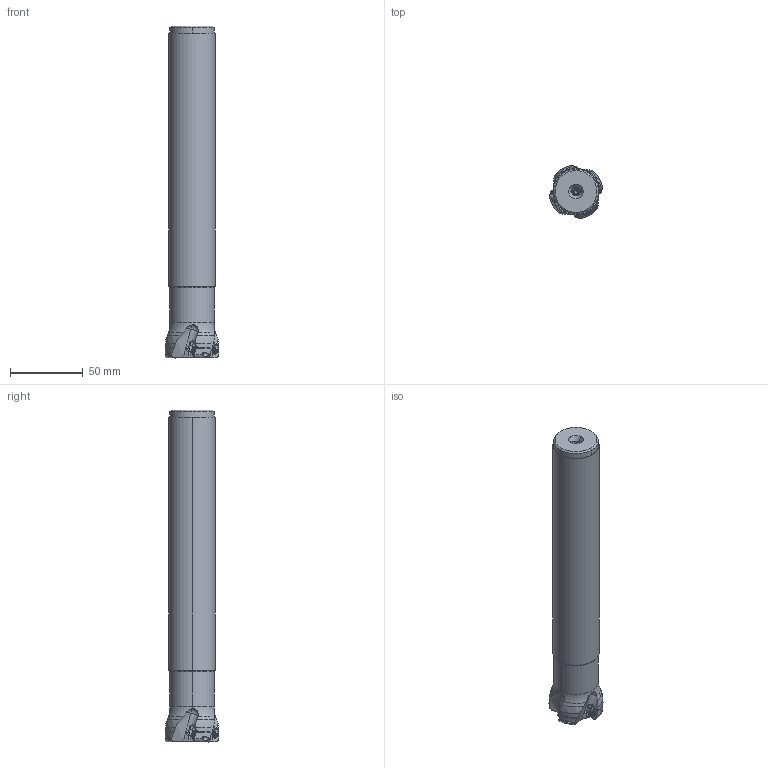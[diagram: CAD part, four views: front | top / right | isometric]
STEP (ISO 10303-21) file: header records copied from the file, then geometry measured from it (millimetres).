
FILE_DESCRIPTION(/* description */ (''),/* implementation_level */ '2;1');
FILE_NAME(/* name */ 'APX3000UR244SA20LB.stp',/* time_stamp */ '2021-09-08T11:45:31+09:00',/* author */ (''),/* organization */ (''),/* preprocessor_version */ 'ST-DEVELOPER v16',/* originating_system */ 'SIEMENS PLM Software NX 10.0',/* authorisation */ '');
FILE_SCHEMA (('AUTOMOTIVE_DESIGN { 1 0 10303 214 3 1 1 1 }'));
Length unit declared in the file: millimetre
Products named in the file (1): APX3000UR244SA20LB_ASM
Bounding box: 36.7 x 36.7 x 227.83 mm (x, y, z)
Volume: 171905.1 mm3; surface area: 29584.3 mm2
Topology: 5 solids, 5 shells, 385 faces, 1190 edges, 826 vertices
Faces by surface type: cylinder 166, plane 87, cone 68, torus 28, sphere 24, bspline 12
Entity records: 20013 total; most frequent: CARTESIAN_POINT 9526, ORIENTED_EDGE 2332, DIRECTION 1988, EDGE_CURVE 1166, AXIS2_PLACEMENT_3D 845, VERTEX_POINT 796, B_SPLINE_CURVE_WITH_KNOTS 428, EDGE_LOOP 406
